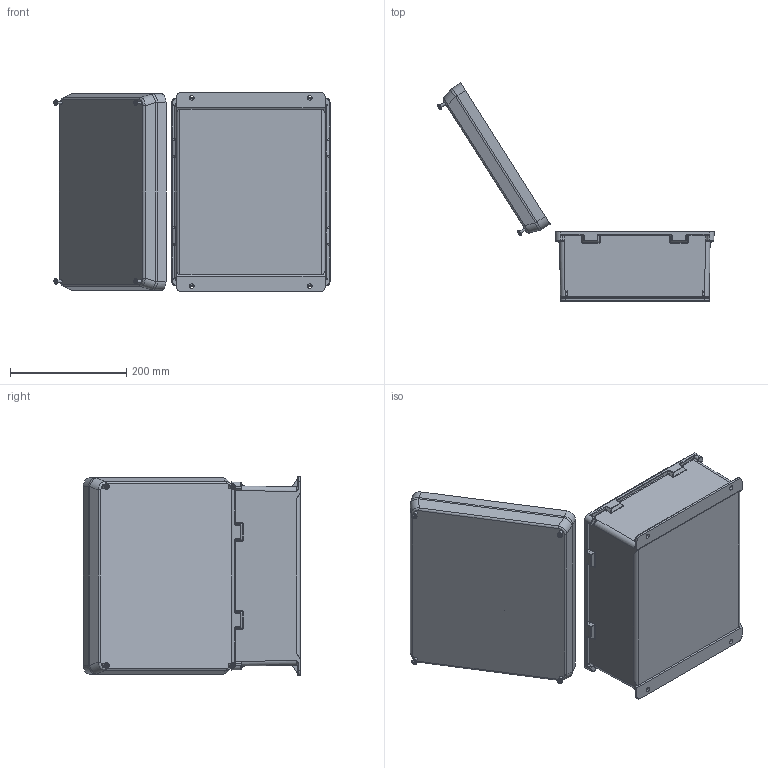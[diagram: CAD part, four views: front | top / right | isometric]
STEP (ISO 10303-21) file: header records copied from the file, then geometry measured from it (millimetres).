
FILE_DESCRIPTION (( 'STEP AP214' ), '1' );
FILE_NAME ('NBC121005-KIT01.STEP', '2018-02-19T17:34:09', ( '' ), ( '' ), 'SwSTEP 2.0', 'SolidWorks 2017', '' );
FILE_SCHEMA (( 'AUTOMOTIVE_DESIGN' ));
Length unit declared in the file: inch
Products named in the file (7): NBC121005-KIT01; XFW-0002; 10-32 NEMA PLATE SCREW; 1BE04-018; NBC_LidScrew; NBC121005-Lid; NBC121005-Box
Assembly tree (15 placements, depth 2):
  NBC121005-KIT01
    NBC121005-Box
    NBC121005-Lid
    NBC_LidScrew  x4
    1BE04-018
    10-32 NEMA PLATE SCREW  x4
    XFW-0002  x4
Bounding box: 475.57 x 375.2 x 343 mm (x, y, z)
Volume: 1757528.1 mm3; surface area: 886661.9 mm2
Topology: 15 solids, 15 shells, 1540 faces, 3704 edges, 2210 vertices
Faces by surface type: cylinder 546, plane 386, cone 320, bspline 160, torus 88, sphere 40
Full cylindrical faces by diameter (mm): 4.216 x4, 5.3 x4, 6.35 x8, 6.428 x4, 6.5 x8, 8 x4, 9.296 x4, 9.525 x4, 10 x4
Entity records: 35625 total; most frequent: CARTESIAN_POINT 10972, DIRECTION 4698, ORIENTED_EDGE 4490, EDGE_CURVE 2245, AXIS2_PLACEMENT_3D 1919, VERTEX_POINT 1449, EDGE_LOOP 1418, FACE_OUTER_BOUND 1149
